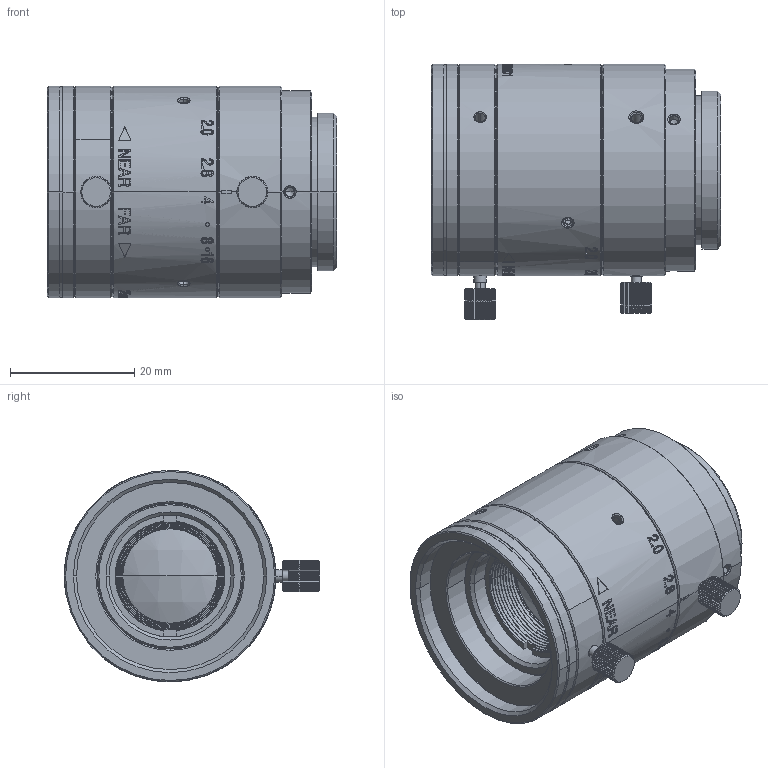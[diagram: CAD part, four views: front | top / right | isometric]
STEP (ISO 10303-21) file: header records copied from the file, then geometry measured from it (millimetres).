
FILE_DESCRIPTION (( 'STEP AP203' ), '1' );
FILE_NAME ('600133.step', '2025-04-14T08:42:01', ( 'MSI' ), ( '' ), 'SwSTEP 2.0', 'SolidWorks 2020', '' );
FILE_SCHEMA (( 'CONFIG_CONTROL_DESIGN' ));
Length unit declared in the file: millimetre
Products named in the file (1): 600133
Bounding box: 46.5 x 41.05 x 34 mm (x, y, z)
Surface area: 25147 mm2 (no closed solid volume)
Topology: 0 solids, 38 shells, 1953 faces, 5003 edges, 3182 vertices
Faces by surface type: plane 649, bspline 571, cylinder 452, cone 261, torus 12, sphere 8
Entity records: 94113 total; most frequent: CARTESIAN_POINT 51161, ORIENTED_EDGE 9868, DIRECTION 7116, EDGE_CURVE 4985, VERTEX_POINT 3182, AXIS2_PLACEMENT_3D 2628, EDGE_LOOP 2141, FACE_OUTER_BOUND 1953
